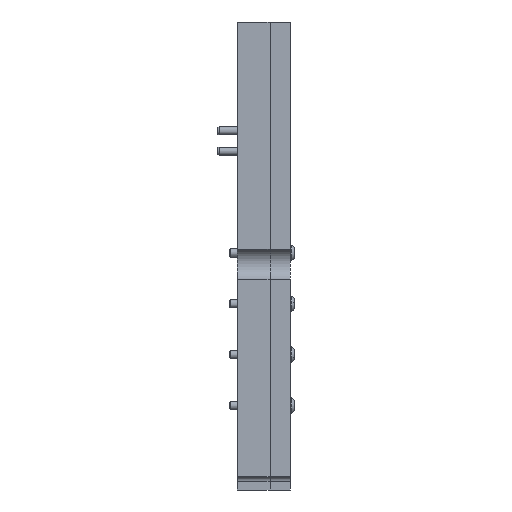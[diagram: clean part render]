
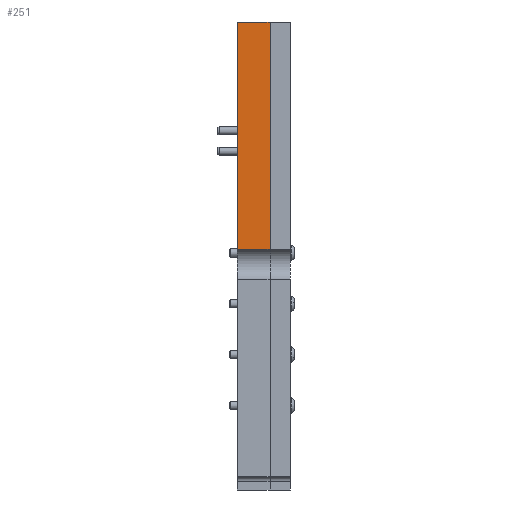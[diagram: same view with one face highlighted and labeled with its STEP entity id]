
A CAD part, left-side view. The second image highlights one B-rep face of the part: STEP entity #251.
In plain terms, the highlighted planar face has unit normal (-1, 0, 0).
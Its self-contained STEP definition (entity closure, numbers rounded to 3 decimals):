
#220 = CARTESIAN_POINT ( 'NONE',  ( -79., 0., 113.5 ) ) ;
#251 = ADVANCED_FACE ( 'NONE', ( #3654 ), #1537, .F. ) ;
#399 = ORIENTED_EDGE ( 'NONE', *, *, #6252, .T. ) ;
#484 = CARTESIAN_POINT ( 'NONE',  ( -79., 16., 113.5 ) ) ;
#846 = CARTESIAN_POINT ( 'NONE',  ( -79., 16., 113.5 ) ) ;
#1225 = LINE ( 'NONE', #220, #6747 ) ;
#1537 = PLANE ( 'NONE',  #6060 ) ;
#1544 = CARTESIAN_POINT ( 'NONE',  ( -79., 16., 113.5 ) ) ;
#1613 = CARTESIAN_POINT ( 'NONE',  ( -79., 0., 113.5 ) ) ;
#1926 = CARTESIAN_POINT ( 'NONE',  ( -79., 0., 1.916 ) ) ;
#2021 = DIRECTION ( 'NONE',  ( 0., 0., 1. ) ) ;
#2133 = VECTOR ( 'NONE', #5285, 1000. ) ;
#2135 = ORIENTED_EDGE ( 'NONE', *, *, #2286, .F. ) ;
#2140 = DIRECTION ( 'NONE',  ( 0., -1., 0. ) ) ;
#2177 = LINE ( 'NONE', #5410, #6567 ) ;
#2286 = EDGE_CURVE ( 'NONE', #5637, #4833, #3542, .T. ) ;
#2534 = ORIENTED_EDGE ( 'NONE', *, *, #3858, .F. ) ;
#3161 = DIRECTION ( 'NONE',  ( 1., 0., 0. ) ) ;
#3542 = LINE ( 'NONE', #1544, #2133 ) ;
#3654 = FACE_OUTER_BOUND ( 'NONE', #5944, .T. ) ;
#3716 = DIRECTION ( 'NONE',  ( 0., 0., -1. ) ) ;
#3858 = EDGE_CURVE ( 'NONE', #5898, #5637, #5298, .T. ) ;
#3904 = DIRECTION ( 'NONE',  ( 0., 0., 1. ) ) ;
#4062 = EDGE_CURVE ( 'NONE', #5898, #4583, #2177, .T. ) ;
#4171 = CARTESIAN_POINT ( 'NONE',  ( -79., 16., 113.5 ) ) ;
#4194 = CARTESIAN_POINT ( 'NONE',  ( -79., 16., 1.916 ) ) ;
#4583 = VERTEX_POINT ( 'NONE', #1926 ) ;
#4833 = VERTEX_POINT ( 'NONE', #1613 ) ;
#5285 = DIRECTION ( 'NONE',  ( 0., -1., 0. ) ) ;
#5298 = LINE ( 'NONE', #846, #5797 ) ;
#5410 = CARTESIAN_POINT ( 'NONE',  ( -79., 0., 1.916 ) ) ;
#5616 = ORIENTED_EDGE ( 'NONE', *, *, #4062, .T. ) ;
#5637 = VERTEX_POINT ( 'NONE', #484 ) ;
#5797 = VECTOR ( 'NONE', #2021, 1000. ) ;
#5898 = VERTEX_POINT ( 'NONE', #4194 ) ;
#5944 = EDGE_LOOP ( 'NONE', ( #2534, #5616, #399, #2135 ) ) ;
#6060 = AXIS2_PLACEMENT_3D ( 'NONE', #4171, #3161, #3716 ) ;
#6252 = EDGE_CURVE ( 'NONE', #4583, #4833, #1225, .T. ) ;
#6567 = VECTOR ( 'NONE', #2140, 1000. ) ;
#6747 = VECTOR ( 'NONE', #3904, 1000. ) ;
